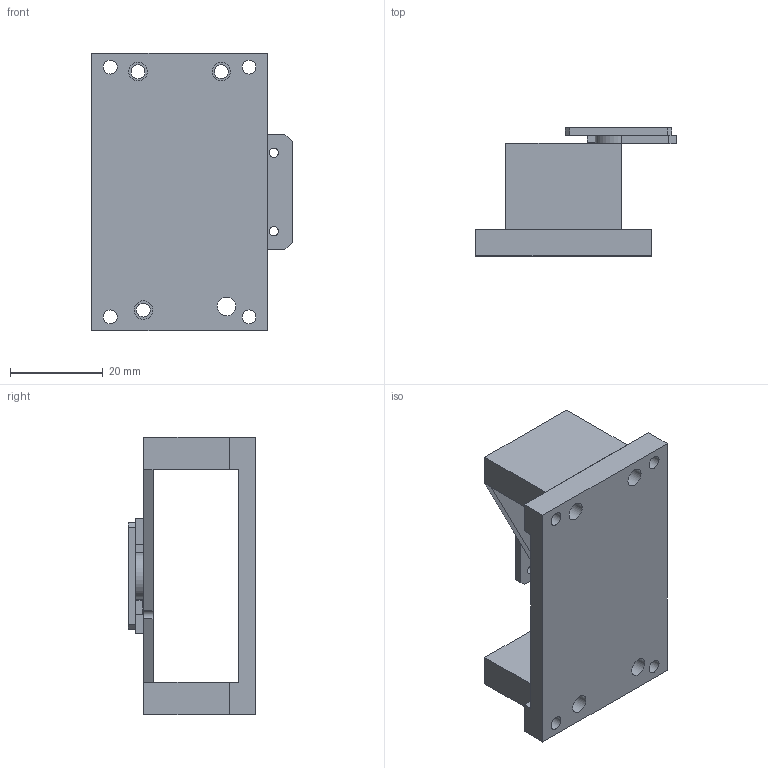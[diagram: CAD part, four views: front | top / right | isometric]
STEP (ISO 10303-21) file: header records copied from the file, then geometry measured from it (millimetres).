
FILE_DESCRIPTION(/* description */ (''),/* implementation_level */ '2;1');
FILE_NAME(/* name */ 'encoder holder eng mid v19.step',/* time_stamp */ '2024-05-28T16:31:03+02:00',/* author */ (''),/* organization */ (''),/* preprocessor_version */ 'ST-DEVELOPER v20',/* originating_system */ 'Autodesk Translation Framework v13.14.0.145',/* authorisation */ '');
FILE_SCHEMA (('AUTOMOTIVE_DESIGN { 1 0 10303 214 3 1 1 }'));
Length unit declared in the file: millimetre
Products named in the file (3): encoder holder eng mid; Encoder 14bit; encoder holder
Assembly tree (2 placements, depth 2):
  encoder holder eng mid
    Encoder 14bit
    encoder holder
Bounding box: 43.34 x 27.65 x 60 mm (x, y, z)
Volume: 17485 mm3; surface area: 12950.9 mm2
Topology: 5 solids, 5 shells, 87 faces, 226 edges, 150 vertices
Faces by surface type: plane 65, cylinder 22
Full cylindrical faces by diameter (mm): 2 x7, 3 x7, 4 x4
Entity records: 2820 total; most frequent: CARTESIAN_POINT 468, DIRECTION 456, ORIENTED_EDGE 452, EDGE_CURVE 226, LINE 180, VECTOR 180, VERTEX_POINT 150, AXIS2_PLACEMENT_3D 138
